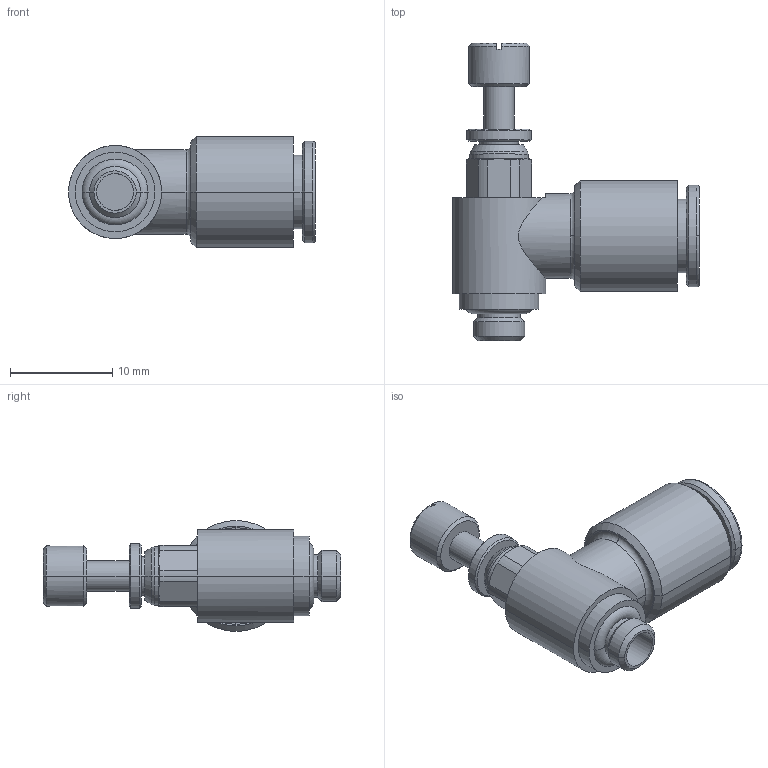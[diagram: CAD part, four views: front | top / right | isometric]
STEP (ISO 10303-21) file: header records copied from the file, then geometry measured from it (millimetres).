
FILE_DESCRIPTION(('STEP AP214'),'1');
FILE_NAME('7662_06_19.stp','2016-07-07T14:58:18',('TraceParts'),('TraceParts S.A.'),'Spatial InterOp 3D',' ',' ');
FILE_SCHEMA(('automotive_design'));
Length unit declared in the file: millimetre
Products named in the file (1): 1
Bounding box: 24.14 x 29.1 x 10.85 mm (x, y, z)
Volume: 1845.9 mm3; surface area: 1821.4 mm2
Topology: 1 solids, 1 shells, 103 faces, 245 edges, 154 vertices
Faces by surface type: cylinder 36, cone 34, plane 27, torus 6
Entity records: 3263 total; most frequent: CARTESIAN_POINT 803, DIRECTION 560, ORIENTED_EDGE 490, EDGE_CURVE 245, AXIS2_PLACEMENT_3D 233, VERTEX_POINT 154, CIRCLE 129, EDGE_LOOP 115
